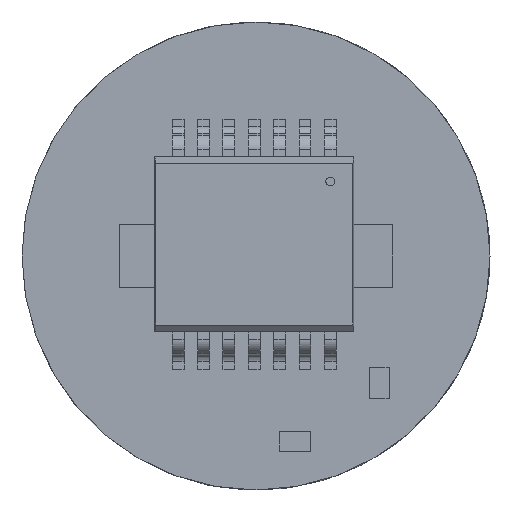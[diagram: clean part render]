
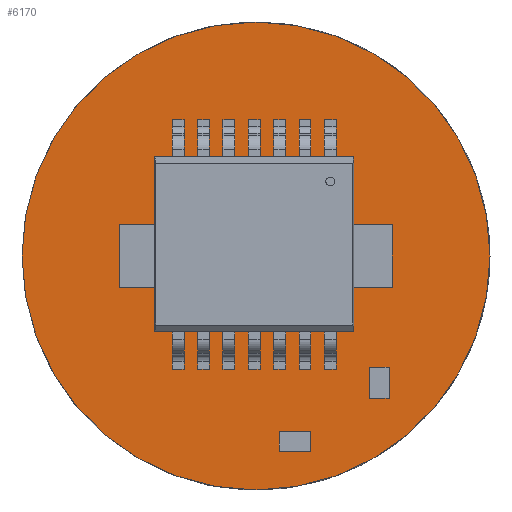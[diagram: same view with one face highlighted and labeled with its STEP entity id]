
A CAD part, top view. The second image highlights one B-rep face of the part: STEP entity #6170.
In plain terms, the highlighted planar face has unit normal (0, 0, 1).
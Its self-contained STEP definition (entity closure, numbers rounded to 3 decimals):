
#106=FACE_BOUND('',#617,.T.);
#107=FACE_BOUND('',#618,.T.);
#108=FACE_BOUND('',#619,.T.);
#114=CIRCLE('',#6676,6.);
#271=FACE_OUTER_BOUND('',#616,.T.);
#616=EDGE_LOOP('',(#4148));
#617=EDGE_LOOP('',(#4149,#4150,#4151,#4152));
#618=EDGE_LOOP('',(#4153,#4154,#4155,#4156));
#619=EDGE_LOOP('',(#4157,#4158,#4159,#4160));
#923=LINE('',#8811,#1693);
#927=LINE('',#8819,#1697);
#930=LINE('',#8825,#1700);
#933=LINE('',#8830,#1703);
#935=LINE('',#8836,#1705);
#939=LINE('',#8844,#1709);
#942=LINE('',#8850,#1712);
#945=LINE('',#8855,#1715);
#1024=LINE('',#9021,#1794);
#1026=LINE('',#9025,#1796);
#1028=LINE('',#9029,#1798);
#1030=LINE('',#9032,#1800);
#1693=VECTOR('',#7104,10.);
#1697=VECTOR('',#7110,10.);
#1700=VECTOR('',#7115,10.);
#1703=VECTOR('',#7120,10.);
#1705=VECTOR('',#7126,10.);
#1709=VECTOR('',#7132,10.);
#1712=VECTOR('',#7137,10.);
#1715=VECTOR('',#7142,10.);
#1794=VECTOR('',#7285,10.);
#1796=VECTOR('',#7289,10.);
#1798=VECTOR('',#7293,10.);
#1800=VECTOR('',#7297,10.);
#2463=VERTEX_POINT('',#8809);
#2464=VERTEX_POINT('',#8810);
#2467=VERTEX_POINT('',#8818);
#2469=VERTEX_POINT('',#8824);
#2471=VERTEX_POINT('',#8834);
#2472=VERTEX_POINT('',#8835);
#2475=VERTEX_POINT('',#8843);
#2477=VERTEX_POINT('',#8849);
#2532=VERTEX_POINT('',#9018);
#2533=VERTEX_POINT('',#9020);
#2534=VERTEX_POINT('',#9024);
#2535=VERTEX_POINT('',#9028);
#2536=VERTEX_POINT('',#9034);
#3047=EDGE_CURVE('',#2463,#2464,#923,.T.);
#3051=EDGE_CURVE('',#2464,#2467,#927,.T.);
#3054=EDGE_CURVE('',#2467,#2469,#930,.T.);
#3057=EDGE_CURVE('',#2469,#2463,#933,.T.);
#3059=EDGE_CURVE('',#2471,#2472,#935,.T.);
#3063=EDGE_CURVE('',#2472,#2475,#939,.T.);
#3066=EDGE_CURVE('',#2475,#2477,#942,.T.);
#3069=EDGE_CURVE('',#2477,#2471,#945,.T.);
#3151=EDGE_CURVE('',#2533,#2532,#1024,.T.);
#3153=EDGE_CURVE('',#2534,#2533,#1026,.T.);
#3155=EDGE_CURVE('',#2535,#2534,#1028,.T.);
#3157=EDGE_CURVE('',#2532,#2535,#1030,.T.);
#3158=EDGE_CURVE('',#2536,#2536,#114,.T.);
#4148=ORIENTED_EDGE('',*,*,#3158,.T.);
#4149=ORIENTED_EDGE('',*,*,#3047,.T.);
#4150=ORIENTED_EDGE('',*,*,#3051,.T.);
#4151=ORIENTED_EDGE('',*,*,#3054,.T.);
#4152=ORIENTED_EDGE('',*,*,#3057,.T.);
#4153=ORIENTED_EDGE('',*,*,#3059,.T.);
#4154=ORIENTED_EDGE('',*,*,#3063,.T.);
#4155=ORIENTED_EDGE('',*,*,#3066,.T.);
#4156=ORIENTED_EDGE('',*,*,#3069,.T.);
#4157=ORIENTED_EDGE('',*,*,#3157,.T.);
#4158=ORIENTED_EDGE('',*,*,#3155,.T.);
#4159=ORIENTED_EDGE('',*,*,#3153,.T.);
#4160=ORIENTED_EDGE('',*,*,#3151,.T.);
#5752=PLANE('',#6677);
#6170=ADVANCED_FACE('',(#271,#106,#107,#108),#5752,.T.);
#6676=AXIS2_PLACEMENT_3D('',#9035,#7300,#7301);
#6677=AXIS2_PLACEMENT_3D('',#9037,#7303,#7304);
#7104=DIRECTION('',(0.,1.,0.));
#7110=DIRECTION('',(1.,0.,0.));
#7115=DIRECTION('',(0.,-1.,0.));
#7120=DIRECTION('',(-1.,0.,0.));
#7126=DIRECTION('',(0.,1.,0.));
#7132=DIRECTION('',(1.,0.,0.));
#7137=DIRECTION('',(0.,-1.,0.));
#7142=DIRECTION('',(-1.,0.,0.));
#7285=DIRECTION('',(-1.,0.,0.));
#7289=DIRECTION('',(0.,-1.,0.));
#7293=DIRECTION('',(1.,0.,0.));
#7297=DIRECTION('',(0.,1.,0.));
#7300=DIRECTION('center_axis',(0.,0.,1.));
#7301=DIRECTION('ref_axis',(1.,0.,0.));
#7303=DIRECTION('center_axis',(0.,0.,1.));
#7304=DIRECTION('ref_axis',(1.,0.,0.));
#8809=CARTESIAN_POINT('',(2.912,-3.65,1.6));
#8810=CARTESIAN_POINT('',(2.912,-2.85,1.6));
#8811=CARTESIAN_POINT('',(2.912,-1.425,1.6));
#8818=CARTESIAN_POINT('',(3.412,-2.85,1.6));
#8819=CARTESIAN_POINT('',(1.706,-2.85,1.6));
#8824=CARTESIAN_POINT('',(3.412,-3.65,1.6));
#8825=CARTESIAN_POINT('',(3.412,-1.825,1.6));
#8830=CARTESIAN_POINT('',(1.456,-3.65,1.6));
#8834=CARTESIAN_POINT('',(0.594,-5.005,1.6));
#8835=CARTESIAN_POINT('',(0.594,-4.505,1.6));
#8836=CARTESIAN_POINT('',(0.594,-2.252,1.6));
#8843=CARTESIAN_POINT('',(1.394,-4.505,1.6));
#8844=CARTESIAN_POINT('',(0.697,-4.505,1.6));
#8849=CARTESIAN_POINT('',(1.394,-5.005,1.6));
#8850=CARTESIAN_POINT('',(1.394,-2.502,1.6));
#8855=CARTESIAN_POINT('',(0.297,-5.005,1.6));
#9018=CARTESIAN_POINT('',(-3.5,-0.8,1.6));
#9020=CARTESIAN_POINT('',(3.5,-0.8,1.6));
#9021=CARTESIAN_POINT('',(3.5,-0.8,1.6));
#9024=CARTESIAN_POINT('',(3.5,0.8,1.6));
#9025=CARTESIAN_POINT('',(3.5,0.8,1.6));
#9028=CARTESIAN_POINT('',(-3.5,0.8,1.6));
#9029=CARTESIAN_POINT('',(-3.5,0.8,1.6));
#9032=CARTESIAN_POINT('',(-3.5,-0.8,1.6));
#9034=CARTESIAN_POINT('',(-6.,0.,1.6));
#9035=CARTESIAN_POINT('Origin',(0.,0.,1.6));
#9037=CARTESIAN_POINT('Origin',(0.,0.,1.6));
